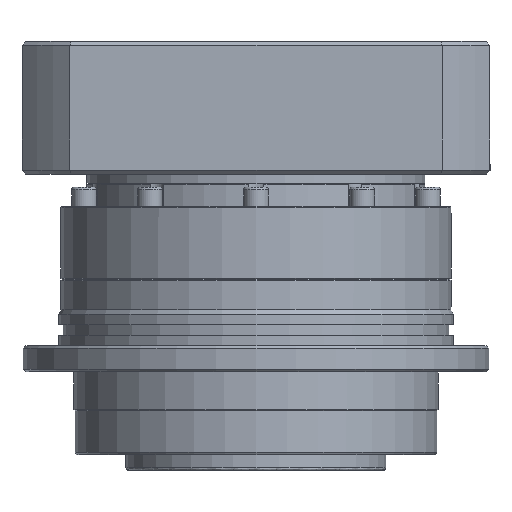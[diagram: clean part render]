
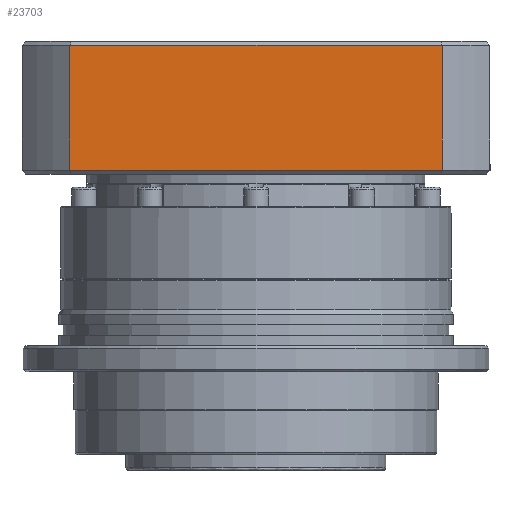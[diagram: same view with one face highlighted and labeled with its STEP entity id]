
A CAD part, front view. The second image highlights one B-rep face of the part: STEP entity #23703.
In plain terms, the highlighted planar face has unit normal (0, -1, 0).
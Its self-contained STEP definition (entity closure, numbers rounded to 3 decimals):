
#364 = LINE ( 'NONE', #23054, #8287 ) ;
#462 = VERTEX_POINT ( 'NONE', #19269 ) ;
#1595 = VECTOR ( 'NONE', #27542, 1000. ) ;
#1709 = VECTOR ( 'NONE', #11298, 1000. ) ;
#2351 = DIRECTION ( 'NONE',  ( 0., 0., -1. ) ) ;
#3580 = ORIENTED_EDGE ( 'NONE', *, *, #20892, .F. ) ;
#3861 = VECTOR ( 'NONE', #31892, 1000. ) ;
#6204 = DIRECTION ( 'NONE',  ( 0., 1., 0. ) ) ;
#8287 = VECTOR ( 'NONE', #2351, 1000. ) ;
#10555 = VERTEX_POINT ( 'NONE', #24660 ) ;
#11298 = DIRECTION ( 'NONE',  ( -1., 0., 0. ) ) ;
#12043 = PLANE ( 'NONE',  #35286 ) ;
#12977 = EDGE_CURVE ( 'NONE', #10555, #37806, #32878, .T. ) ;
#16116 = VERTEX_POINT ( 'NONE', #31816 ) ;
#16265 = CARTESIAN_POINT ( 'NONE',  ( -71.589, -90., 57. ) ) ;
#19269 = CARTESIAN_POINT ( 'NONE',  ( 71.589, -90., 57. ) ) ;
#19310 = EDGE_CURVE ( 'NONE', #37806, #462, #26397, .T. ) ;
#20892 = EDGE_CURVE ( 'NONE', #16116, #10555, #32979, .T. ) ;
#21805 = CARTESIAN_POINT ( 'NONE',  ( -71.589, -90., 58.5 ) ) ;
#23054 = CARTESIAN_POINT ( 'NONE',  ( 71.589, -90., 0. ) ) ;
#23703 = ADVANCED_FACE ( 'NONE', ( #35991 ), #12043, .F. ) ;
#23862 = CARTESIAN_POINT ( 'NONE',  ( -71.589, -90., 58.5 ) ) ;
#24660 = CARTESIAN_POINT ( 'NONE',  ( -71.589, -90., 9. ) ) ;
#25926 = CARTESIAN_POINT ( 'NONE',  ( -35.795, -90., 9. ) ) ;
#25994 = EDGE_LOOP ( 'NONE', ( #30375, #35659, #30419, #3580 ) ) ;
#26182 = CARTESIAN_POINT ( 'NONE',  ( -71.589, -90., 57. ) ) ;
#26397 = LINE ( 'NONE', #26182, #3861 ) ;
#26769 = DIRECTION ( 'NONE',  ( -1., 0., 0. ) ) ;
#27542 = DIRECTION ( 'NONE',  ( 0., 0., 1. ) ) ;
#30375 = ORIENTED_EDGE ( 'NONE', *, *, #36907, .F. ) ;
#30419 = ORIENTED_EDGE ( 'NONE', *, *, #12977, .F. ) ;
#31816 = CARTESIAN_POINT ( 'NONE',  ( 71.589, -90., 9. ) ) ;
#31892 = DIRECTION ( 'NONE',  ( 1., 0., 0. ) ) ;
#32878 = LINE ( 'NONE', #21805, #1595 ) ;
#32979 = LINE ( 'NONE', #25926, #1709 ) ;
#35286 = AXIS2_PLACEMENT_3D ( 'NONE', #23862, #6204, #26769 ) ;
#35659 = ORIENTED_EDGE ( 'NONE', *, *, #19310, .F. ) ;
#35991 = FACE_OUTER_BOUND ( 'NONE', #25994, .T. ) ;
#36907 = EDGE_CURVE ( 'NONE', #462, #16116, #364, .T. ) ;
#37806 = VERTEX_POINT ( 'NONE', #16265 ) ;
